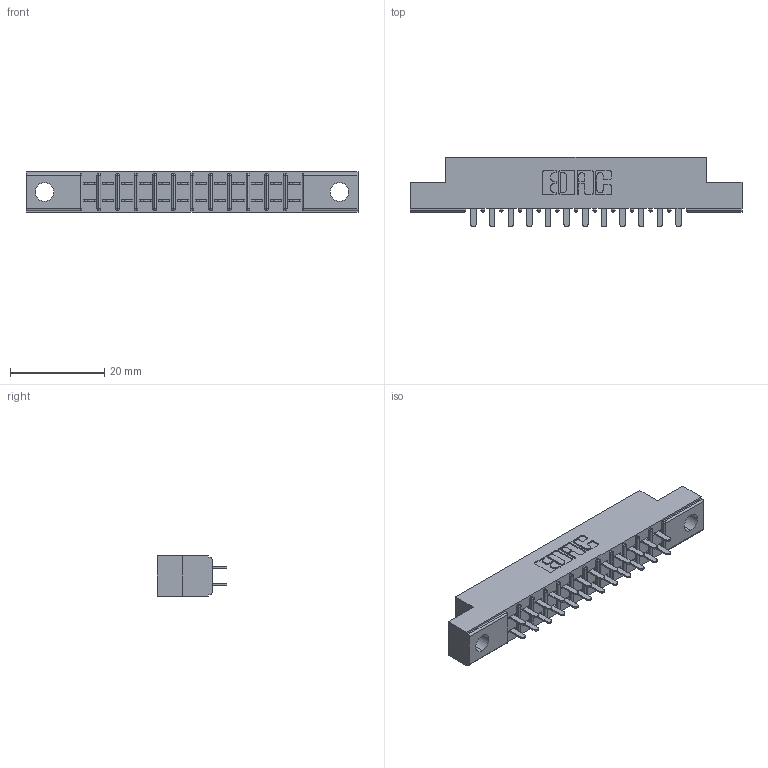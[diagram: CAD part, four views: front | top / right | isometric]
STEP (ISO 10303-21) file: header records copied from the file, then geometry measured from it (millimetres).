
FILE_DESCRIPTION (( 'STEP AP203' ), '1' );
FILE_NAME ('315-024-521-204.STEP', '2019-09-10T14:40:42', ( '' ), ( '' ), 'SwSTEP 2.0', 'SolidWorks 2016', '' );
FILE_SCHEMA (( 'CONFIG_CONTROL_DESIGN' ));
Length unit declared in the file: inch
Products named in the file (3): 305-290-001_521; 315-024-521-204; 305 Part_.156 Dia
Assembly tree (25 placements, depth 2):
  315-024-521-204
    305 Part_.156 Dia
    305-290-001_521  x24
Bounding box: 70.56 x 14.86 x 8.71 mm (x, y, z)
Volume: 4316.4 mm3; surface area: 7352 mm2
Topology: 25 solids, 25 shells, 1234 faces, 3508 edges, 2272 vertices
Faces by surface type: plane 730, cylinder 456, sphere 48
Entity records: 16943 total; most frequent: CARTESIAN_POINT 2808, ORIENTED_EDGE 2780, DIRECTION 2732, EDGE_CURVE 1390, VECTOR 1100, LINE 1100, VERTEX_POINT 892, AXIS2_PLACEMENT_3D 816
